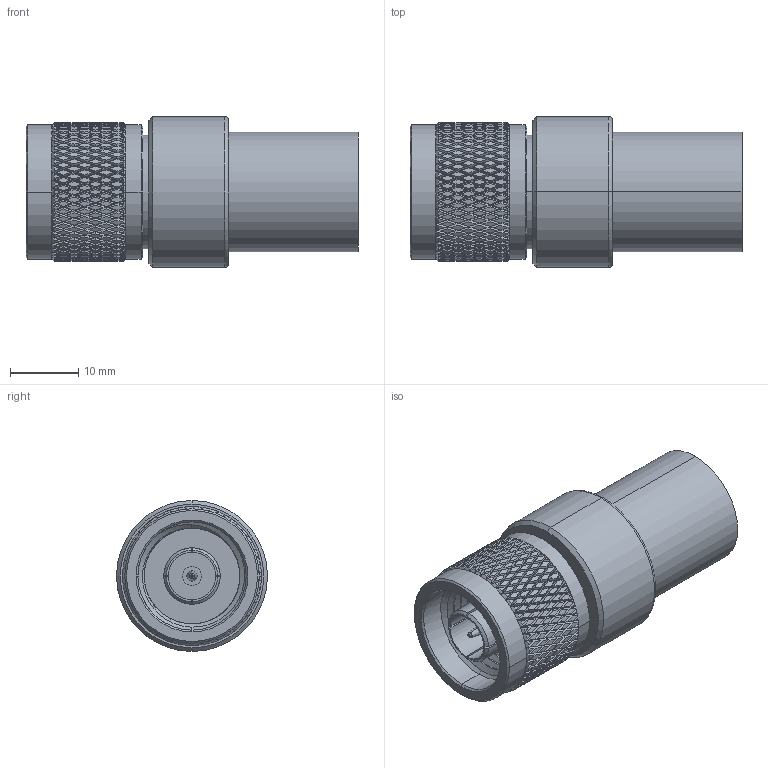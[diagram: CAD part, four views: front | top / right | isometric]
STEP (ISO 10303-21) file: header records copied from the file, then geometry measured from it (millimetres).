
FILE_DESCRIPTION (( 'STEP AP214' ), '1' );
FILE_NAME ('FMCN5277_3D.step', '2024-10-10T23:12:50', ( '' ), ( '' ), 'SwSTEP 2.0', 'SolidWorks 2022', '' );
FILE_SCHEMA (( 'AUTOMOTIVE_DESIGN' ));
Length unit declared in the file: inch
Products named in the file (1): FMCN5277_3D
Bounding box: 48.66 x 22.12 x 22.12 mm (x, y, z)
Volume: 9704.9 mm3; surface area: 7360.1 mm2
Topology: 2 solids, 2 shells, 2309 faces, 4924 edges, 2631 vertices
Faces by surface type: bspline 1763, cylinder 487, plane 32, cone 23, torus 4
Entity records: 88188 total; most frequent: CARTESIAN_POINT 57914, ORIENTED_EDGE 9848, EDGE_CURVE 4924, VERTEX_POINT 2631, EDGE_LOOP 2323, FACE_OUTER_BOUND 2309, ADVANCED_FACE 2309, B_SPLINE_CURVE_WITH_KNOTS 2107
